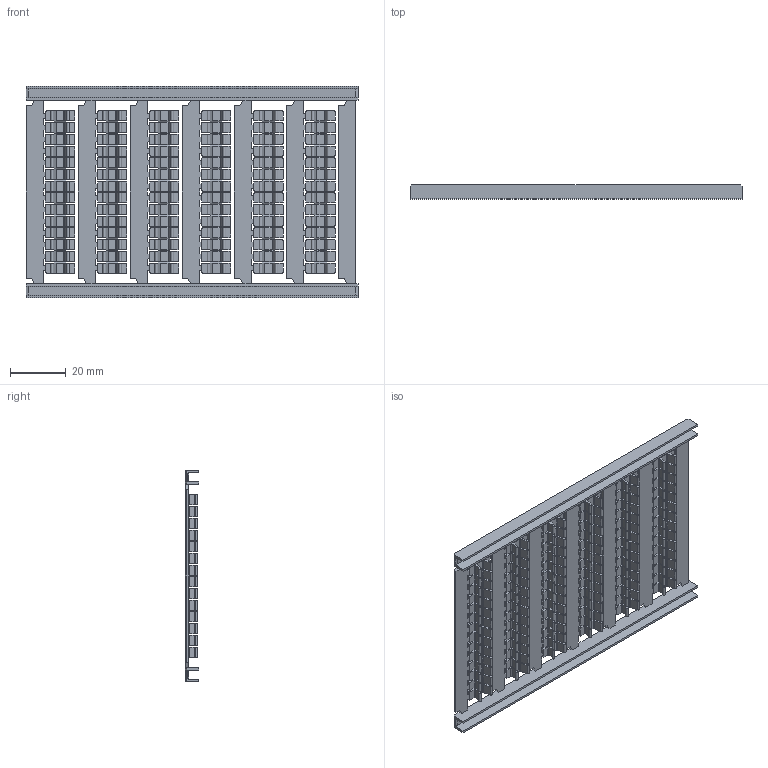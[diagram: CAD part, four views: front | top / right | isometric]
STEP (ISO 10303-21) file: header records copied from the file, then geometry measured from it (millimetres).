
FILE_DESCRIPTION((''),'2;1');
FILE_NAME('8YB867191','2022-08-22T',('Administrator'),(''),'PRO/ENGINEER BY PARAMETRIC TECHNOLOGY CORPORATION, 2013230','PRO/ENGINEER BY PARAMETRIC TECHNOLOGY CORPORATION, 2013230','');
FILE_SCHEMA(('CONFIG_CONTROL_DESIGN'));
Products named in the file (1): 8YB867191
Bounding box: 119.2 x 5 x 76 mm (x, y, z)
Volume: 12701.2 mm3; surface area: 27247.7 mm2
Topology: 1 solids, 1 shells, 3095 faces, 8733 edges, 5574 vertices
Faces by surface type: plane 2087, cylinder 1008
Entity records: 99281 total; most frequent: ORIENTED_EDGE 17466, CARTESIAN_POINT 17402, DIRECTION 16939, EDGE_CURVE 8733, VECTOR 6717, LINE 6717, VERTEX_POINT 5574, AXIS2_PLACEMENT_3D 5111
